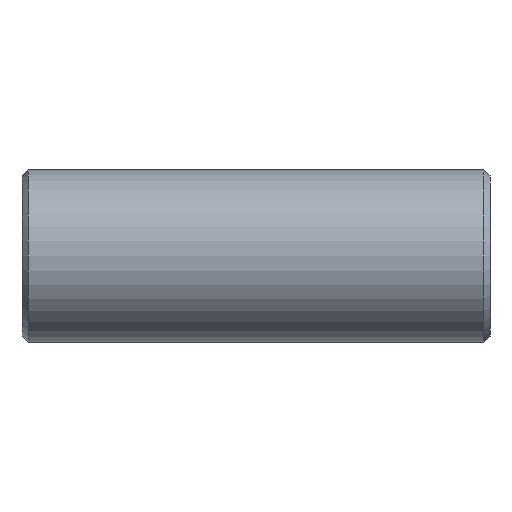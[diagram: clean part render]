
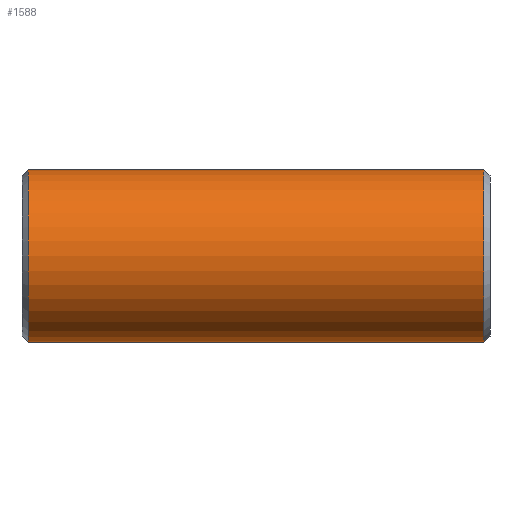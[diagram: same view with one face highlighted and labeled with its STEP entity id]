
A CAD part, front view. The second image highlights one B-rep face of the part: STEP entity #1588.
In plain terms, the highlighted cylindrical face has radius 7 mm (diameter 14 mm), a full revolution.
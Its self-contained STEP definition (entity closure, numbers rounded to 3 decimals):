
#77 = ORIENTED_EDGE ( 'NONE', *, *, #1739, .T. ) ;
#123 = AXIS2_PLACEMENT_3D ( 'NONE', #2605, #2909, #865 ) ;
#568 = VERTEX_POINT ( 'NONE', #4385 ) ;
#601 = DIRECTION ( 'NONE',  ( 0., 0., 1. ) ) ;
#810 = FACE_BOUND ( 'NONE', #2069, .T. ) ;
#865 = DIRECTION ( 'NONE',  ( 0., 0., -1. ) ) ;
#866 = EDGE_CURVE ( 'NONE', #1706, #1706, #3236, .T. ) ;
#886 = CARTESIAN_POINT ( 'NONE',  ( -16.8, 14., 7. ) ) ;
#937 = CARTESIAN_POINT ( 'NONE',  ( 18.5, 0., 0. ) ) ;
#1179 = CARTESIAN_POINT ( 'NONE',  ( -16.8, 14., -7. ) ) ;
#1233 = FACE_OUTER_BOUND ( 'NONE', #1301, .T. ) ;
#1299 = DIRECTION ( 'NONE',  ( -1., 0., 0. ) ) ;
#1301 = EDGE_LOOP ( 'NONE', ( #2589 ) ) ;
#1324 = CARTESIAN_POINT ( 'NONE',  ( 0., 0., 7. ) ) ;
#1426 = ORIENTED_EDGE ( 'NONE', *, *, #3222, .T. ) ;
#1559 = EDGE_CURVE ( 'NONE', #2334, #568, #3879, .T. ) ;
#1588 = ADVANCED_FACE ( 'NONE', ( #3944, #1233, #810 ), #3966, .T. ) ;
#1667 =( BOUNDED_CURVE ( )  B_SPLINE_CURVE ( 3, ( #3914, #2853, #4267, #2479 ),
 .UNSPECIFIED., .F., .T. ) 
 B_SPLINE_CURVE_WITH_KNOTS ( ( 4, 4 ),
 ( 1.571, 4.712 ),
 .UNSPECIFIED. ) 
 CURVE ( )  GEOMETRIC_REPRESENTATION_ITEM ( )  RATIONAL_B_SPLINE_CURVE ( ( 1., 0.333, 0.333, 1. ) ) 
 REPRESENTATION_ITEM ( '' )  );
#1670 = CARTESIAN_POINT ( 'NONE',  ( 18.5, 0., -7. ) ) ;
#1706 = VERTEX_POINT ( 'NONE', #4168 ) ;
#1739 = EDGE_CURVE ( 'NONE', #568, #2334, #1667, .T. ) ;
#1768 = AXIS2_PLACEMENT_3D ( 'NONE', #3366, #3419, #601 ) ;
#1930 = AXIS2_PLACEMENT_3D ( 'NONE', #937, #1299, #2306 ) ;
#2069 = EDGE_LOOP ( 'NONE', ( #3783, #77 ) ) ;
#2306 = DIRECTION ( 'NONE',  ( 0., 0., -1. ) ) ;
#2334 = VERTEX_POINT ( 'NONE', #1324 ) ;
#2479 = CARTESIAN_POINT ( 'NONE',  ( 0., 0., 7. ) ) ;
#2589 = ORIENTED_EDGE ( 'NONE', *, *, #866, .T. ) ;
#2605 = CARTESIAN_POINT ( 'NONE',  ( 0., 0., 0. ) ) ;
#2853 = CARTESIAN_POINT ( 'NONE',  ( 16.8, 14., -7. ) ) ;
#2909 = DIRECTION ( 'NONE',  ( 1., 0., 0. ) ) ;
#3222 = EDGE_CURVE ( 'NONE', #4094, #4094, #3325, .T. ) ;
#3229 = EDGE_LOOP ( 'NONE', ( #1426 ) ) ;
#3236 = CIRCLE ( 'NONE', #1768, 7. ) ;
#3325 = CIRCLE ( 'NONE', #1930, 7. ) ;
#3366 = CARTESIAN_POINT ( 'NONE',  ( -18.5, 0., 0. ) ) ;
#3419 = DIRECTION ( 'NONE',  ( 1., 0., 0. ) ) ;
#3783 = ORIENTED_EDGE ( 'NONE', *, *, #1559, .T. ) ;
#3879 =( BOUNDED_CURVE ( )  B_SPLINE_CURVE ( 3, ( #4229, #886, #1179, #4397 ),
 .UNSPECIFIED., .F., .T. ) 
 B_SPLINE_CURVE_WITH_KNOTS ( ( 4, 4 ),
 ( 1.571, 4.712 ),
 .UNSPECIFIED. ) 
 CURVE ( )  GEOMETRIC_REPRESENTATION_ITEM ( )  RATIONAL_B_SPLINE_CURVE ( ( 1., 0.333, 0.333, 1. ) ) 
 REPRESENTATION_ITEM ( '' )  );
#3914 = CARTESIAN_POINT ( 'NONE',  ( 0., 0., -7. ) ) ;
#3944 = FACE_OUTER_BOUND ( 'NONE', #3229, .T. ) ;
#3966 = CYLINDRICAL_SURFACE ( 'NONE', #123, 7. ) ;
#4094 = VERTEX_POINT ( 'NONE', #1670 ) ;
#4168 = CARTESIAN_POINT ( 'NONE',  ( -18.5, 0., 7. ) ) ;
#4229 = CARTESIAN_POINT ( 'NONE',  ( 0., 0., 7. ) ) ;
#4267 = CARTESIAN_POINT ( 'NONE',  ( 16.8, 14., 7. ) ) ;
#4385 = CARTESIAN_POINT ( 'NONE',  ( 0., 0., -7. ) ) ;
#4397 = CARTESIAN_POINT ( 'NONE',  ( 0., 0., -7. ) ) ;
